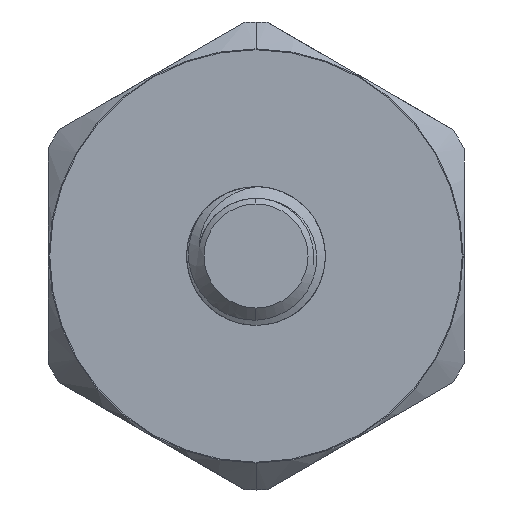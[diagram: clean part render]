
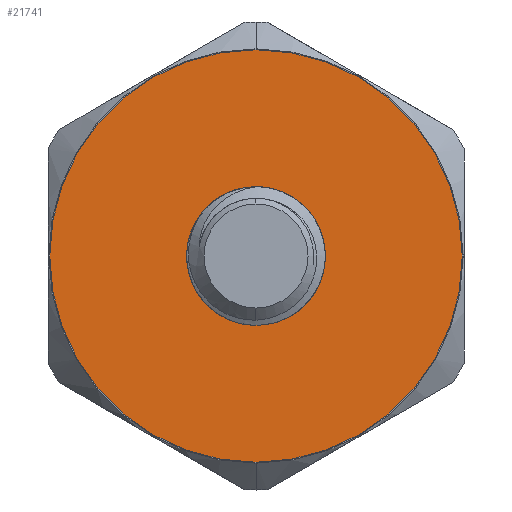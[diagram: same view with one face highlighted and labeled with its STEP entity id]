
A CAD part, front view. The second image highlights one B-rep face of the part: STEP entity #21741.
In plain terms, the highlighted planar face has unit normal (0, -1, 0).
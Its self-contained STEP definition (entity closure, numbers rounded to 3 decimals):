
#7007=CARTESIAN_POINT('',(0.,-16.35,0.));
#7008=DIRECTION('',(0.,-1.,0.));
#7009=DIRECTION('',(0.,0.,-1.));
#7010=AXIS2_PLACEMENT_3D('',#7007,#7008,#7009);
#7015=CARTESIAN_POINT('',(0.,-16.35,0.));
#7016=DIRECTION('',(0.,-1.,0.));
#7017=DIRECTION('',(0.,0.,1.));
#7018=AXIS2_PLACEMENT_3D('',#7015,#7016,#7017);
#7023=CARTESIAN_POINT('',(0.,-16.35,0.));
#7024=DIRECTION('',(0.,1.,0.));
#7025=DIRECTION('',(0.,0.,-1.));
#7026=AXIS2_PLACEMENT_3D('',#7023,#7024,#7025);
#7031=CARTESIAN_POINT('',(0.,-16.35,0.));
#7032=DIRECTION('',(0.,1.,0.));
#7033=DIRECTION('',(0.,0.,1.));
#7034=AXIS2_PLACEMENT_3D('',#7031,#7032,#7033);
#16158=CARTESIAN_POINT('',(0.,-16.35,-3.65));
#16159=VERTEX_POINT('',#16158);
#16160=CARTESIAN_POINT('',(0.,-16.35,3.65));
#16161=VERTEX_POINT('',#16160);
#16163=CARTESIAN_POINT('',(0.,-16.35,11.9));
#16165=VERTEX_POINT('',#16163);
#16167=CARTESIAN_POINT('',(0.,-16.35,-11.9));
#16169=VERTEX_POINT('',#16167);
#21725=CARTESIAN_POINT('',(11.9,-16.35,0.));
#21726=DIRECTION('',(0.,-1.,0.));
#21727=DIRECTION('',(0.,0.,-1.));
#21728=AXIS2_PLACEMENT_3D('',#21725,#21726,#21727);
#21729=PLANE('',#21728);
#21731=ORIENTED_EDGE('',*,*,#21730,.F.);
#21732=ORIENTED_EDGE('',*,*,#21715,.F.);
#21733=EDGE_LOOP('',(#21731,#21732));
#21734=FACE_OUTER_BOUND('',#21733,.F.);
#21736=ORIENTED_EDGE('',*,*,#21735,.F.);
#21738=ORIENTED_EDGE('',*,*,#21737,.F.);
#21739=EDGE_LOOP('',(#21736,#21738));
#21740=FACE_BOUND('',#21739,.F.);
#21741=ADVANCED_FACE('',(#21734,#21740),#21729,.T.);
#7011=CIRCLE('',#7010,11.9);
#7019=CIRCLE('',#7018,11.9);
#7027=CIRCLE('',#7026,3.65);
#7035=CIRCLE('',#7034,3.65);
#21715=EDGE_CURVE('',#16165,#16169,#7019,.T.);
#21730=EDGE_CURVE('',#16169,#16165,#7011,.T.);
#21735=EDGE_CURVE('',#16159,#16161,#7027,.T.);
#21737=EDGE_CURVE('',#16161,#16159,#7035,.T.);
